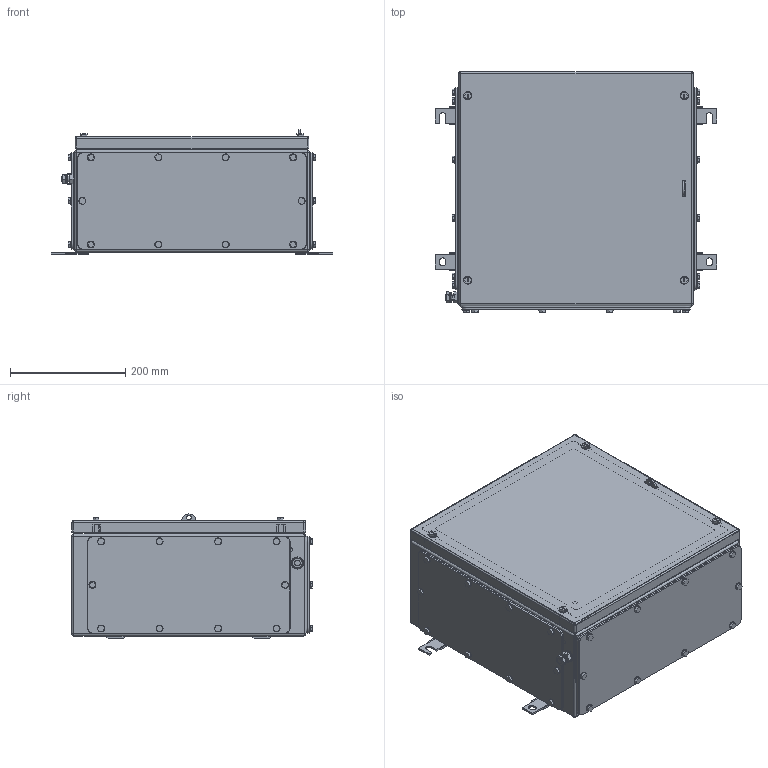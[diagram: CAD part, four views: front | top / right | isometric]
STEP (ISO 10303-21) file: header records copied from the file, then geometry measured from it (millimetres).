
FILE_DESCRIPTION(('CATIA V5 STEP Exchange','CAx-IF Rec.Pracs.--- Model Styling and Organization---1.4--- 2014-01-23'),'2;1');
FILE_NAME ('1523453-3_1_8000108845_8000108845 KTB MH 404020 S4E3.stp','2023-05-04T13:25:36+00:00',('none'),('Weidmueller'),'CATIA Version 5-6 Release 2016 SP3 HF44','CATIA V5 STEP AP214','none');
FILE_SCHEMA(('AUTOMOTIVE_DESIGN { 1 0 10303 214 1 1 1 1 }'));
Products named in the file (1): 8000108845 KTB MH 404020 S4E3
Bounding box: 487 x 417 x 215 mm (x, y, z)
Volume: 1748485.4 mm3; surface area: 1816049.4 mm2
Topology: 111 solids, 111 shells, 2634 faces, 6460 edges, 4134 vertices
Faces by surface type: cylinder 1123, plane 1095, cone 276, bspline 112, torus 20, sphere 8
Entity records: 90261 total; most frequent: CARTESIAN_POINT 31203, ORIENTED_EDGE 12688, DIRECTION 10178, EDGE_CURVE 6344, AXIS2_PLACEMENT_3D 4280, VERTEX_POINT 4134, VECTOR 3384, LINE 3384
